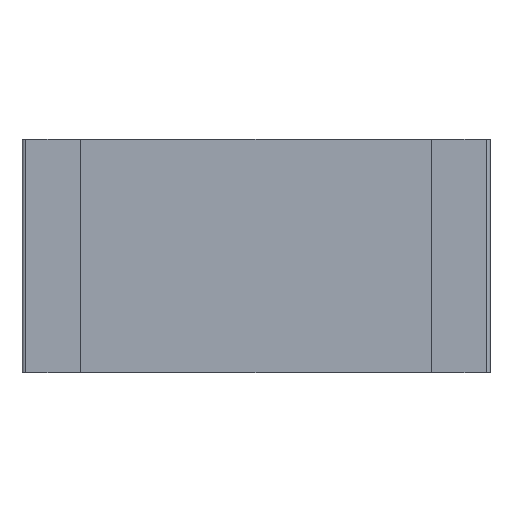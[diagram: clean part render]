
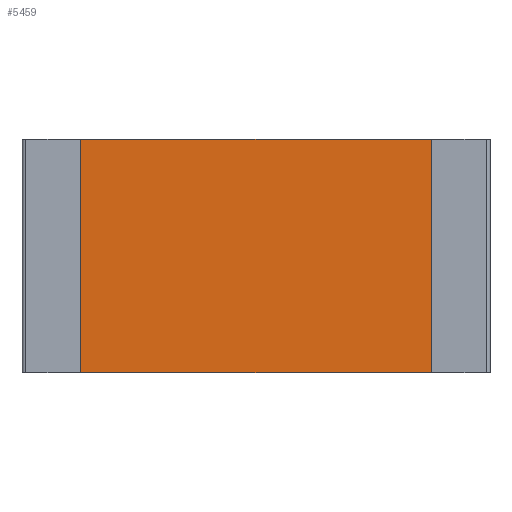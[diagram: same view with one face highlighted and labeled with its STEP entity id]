
A CAD part, front view. The second image highlights one B-rep face of the part: STEP entity #5459.
In plain terms, the highlighted planar face has unit normal (0, -1, 0).
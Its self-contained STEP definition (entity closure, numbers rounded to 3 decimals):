
#233 = FACE_OUTER_BOUND ( 'NONE', #3804, .T. ) ;
#358 = CARTESIAN_POINT ( 'NONE',  ( 3.15, 0.05, -1.6 ) ) ;
#457 = VECTOR ( 'NONE', #2018, 1000. ) ;
#848 = LINE ( 'NONE', #358, #3675 ) ;
#1267 = LINE ( 'NONE', #1959, #3903 ) ;
#1460 = VERTEX_POINT ( 'NONE', #3322 ) ;
#1496 = VERTEX_POINT ( 'NONE', #4254 ) ;
#1500 = CARTESIAN_POINT ( 'NONE',  ( 3.15, 0.05, 1.6 ) ) ;
#1959 = CARTESIAN_POINT ( 'NONE',  ( -3.15, 0.05, 1.6 ) ) ;
#2018 = DIRECTION ( 'NONE',  ( -1., 0., 0. ) ) ;
#2208 = DIRECTION ( 'NONE',  ( 0., 1., 0. ) ) ;
#2517 = DIRECTION ( 'NONE',  ( 0., 0., 1. ) ) ;
#2586 = VERTEX_POINT ( 'NONE', #1500 ) ;
#2720 = EDGE_CURVE ( 'NONE', #1460, #2586, #1267, .T. ) ;
#3063 = LINE ( 'NONE', #5342, #457 ) ;
#3322 = CARTESIAN_POINT ( 'NONE',  ( -3.15, 0.05, 1.6 ) ) ;
#3439 = LINE ( 'NONE', #4007, #5157 ) ;
#3612 = CARTESIAN_POINT ( 'NONE',  ( 3.15, 0.05, -1.6 ) ) ;
#3657 = ORIENTED_EDGE ( 'NONE', *, *, #5180, .F. ) ;
#3675 = VECTOR ( 'NONE', #4326, 1000. ) ;
#3804 = EDGE_LOOP ( 'NONE', ( #3657, #5437, #5756, #6238 ) ) ;
#3903 = VECTOR ( 'NONE', #5301, 1000. ) ;
#4007 = CARTESIAN_POINT ( 'NONE',  ( -3.15, 0.05, -1.6 ) ) ;
#4191 = CARTESIAN_POINT ( 'NONE',  ( 0., 0.05, 0. ) ) ;
#4206 = EDGE_CURVE ( 'NONE', #4658, #1496, #3063, .T. ) ;
#4254 = CARTESIAN_POINT ( 'NONE',  ( -3.15, 0.05, -1.6 ) ) ;
#4326 = DIRECTION ( 'NONE',  ( 0., 0., -1. ) ) ;
#4540 = EDGE_CURVE ( 'NONE', #2586, #4658, #848, .T. ) ;
#4658 = VERTEX_POINT ( 'NONE', #3612 ) ;
#4825 = DIRECTION ( 'NONE',  ( 0., 0., 1. ) ) ;
#5157 = VECTOR ( 'NONE', #2517, 1000. ) ;
#5180 = EDGE_CURVE ( 'NONE', #1496, #1460, #3439, .T. ) ;
#5301 = DIRECTION ( 'NONE',  ( 1., 0., 0. ) ) ;
#5342 = CARTESIAN_POINT ( 'NONE',  ( -3.15, 0.05, -1.6 ) ) ;
#5437 = ORIENTED_EDGE ( 'NONE', *, *, #4206, .F. ) ;
#5459 = ADVANCED_FACE ( 'NONE', ( #233 ), #6328, .F. ) ;
#5756 = ORIENTED_EDGE ( 'NONE', *, *, #4540, .F. ) ;
#6238 = ORIENTED_EDGE ( 'NONE', *, *, #2720, .F. ) ;
#6328 = PLANE ( 'NONE',  #6413 ) ;
#6413 = AXIS2_PLACEMENT_3D ( 'NONE', #4191, #2208, #4825 ) ;
